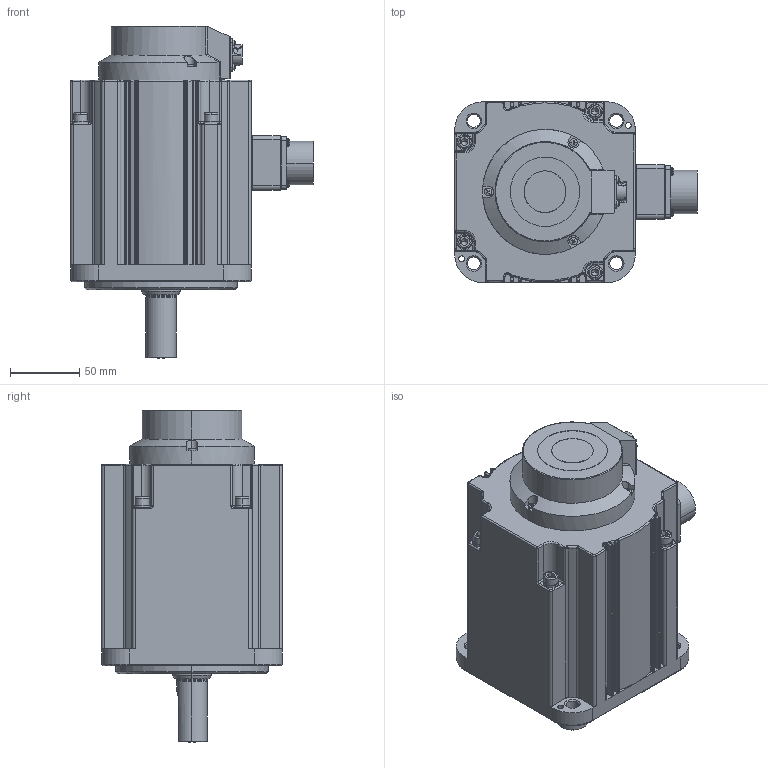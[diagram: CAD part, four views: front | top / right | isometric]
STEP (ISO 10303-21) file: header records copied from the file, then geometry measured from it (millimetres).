
FILE_DESCRIPTION (( 'STEP AP214' ), '1' );
FILE_NAME ('4611170001623 SM3H-133AXBUV.STEP', '2024-02-05T01:09:47', ( '' ), ( '' ), 'SwSTEP 2.0', 'SolidWorks 2015', '' );
FILE_SCHEMA (( 'AUTOMOTIVE_DESIGN' ));
Length unit declared in the file: millimetre
Products named in the file (1): 4611170001623 SM3H-133AXBUV
Bounding box: 174.6 x 130 x 239 mm (x, y, z)
Volume: 2414631.2 mm3; surface area: 173786.6 mm2
Topology: 19 solids, 56 shells, 1752 faces, 4476 edges, 2893 vertices
Faces by surface type: cylinder 712, plane 672, bspline 228, cone 120, torus 16, sphere 4
Entity records: 66938 total; most frequent: CARTESIAN_POINT 26548, ORIENTED_EDGE 8868, DIRECTION 7654, EDGE_CURVE 4434, VERTEX_POINT 2893, AXIS2_PLACEMENT_3D 2869, EDGE_LOOP 1927, VECTOR 1916
